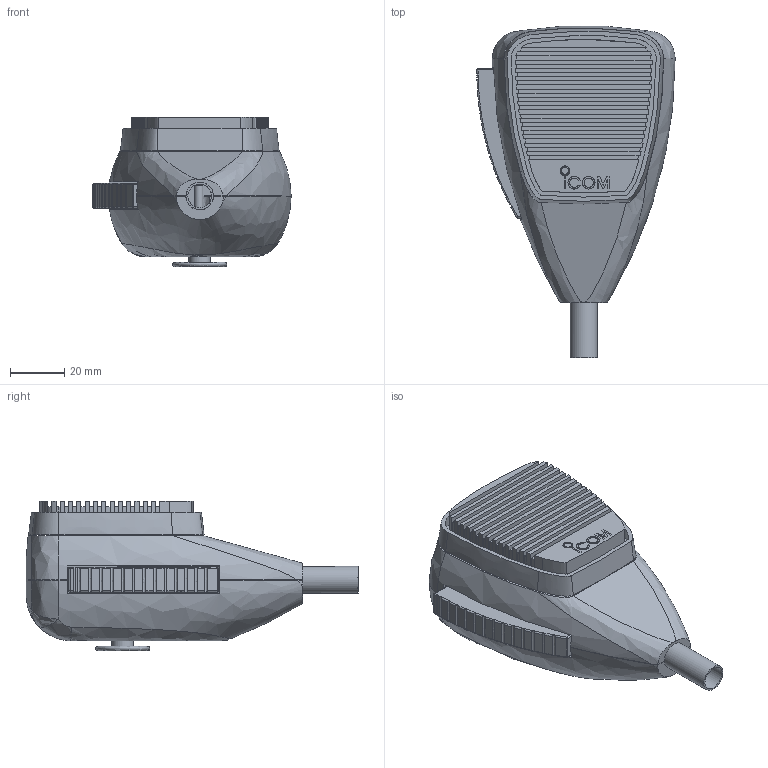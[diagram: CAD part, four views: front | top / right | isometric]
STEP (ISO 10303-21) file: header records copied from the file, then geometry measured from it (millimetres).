
FILE_DESCRIPTION(('FreeCAD Model'),'2;1');
FILE_NAME('Open CASCADE Shape Model','2025-04-27T16:25:58',('FreeCAD'),( 'FreeCAD'),'Open CASCADE STEP processor 7.6','FreeCAD','Unknown');
FILE_SCHEMA(('AUTOMOTIVE_DESIGN { 1 0 10303 214 1 1 1 1 }'));
Products named in the file (1): Open CASCADE STEP translator 7.6 1
Bounding box: 73.31 x 122.78 x 55.25 mm (x, y, z)
Volume: 204573.6 mm3; surface area: 53216.6 mm2
Topology: 7 solids, 7 shells, 763 faces, 1786 edges, 1045 vertices
Faces by surface type: bspline 763
Entity records: 33335 total; most frequent: CARTESIAN_POINT 23304, ORIENTED_EDGE 3558, EDGE_CURVE 1779, B_SPLINE_CURVE_WITH_KNOTS 1067, VERTEX_POINT 1045, FACE_BOUND 788, EDGE_LOOP 788, ADVANCED_FACE 763
